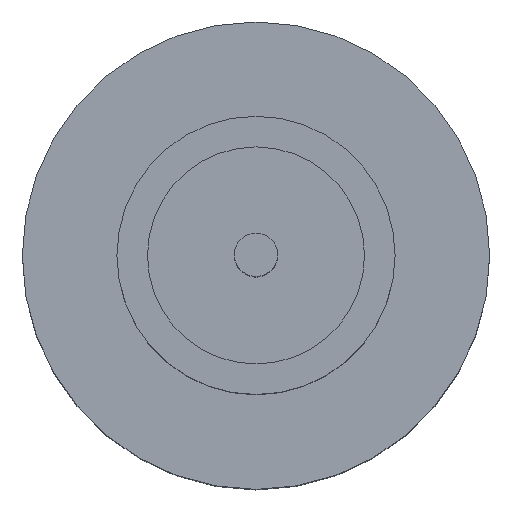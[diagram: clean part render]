
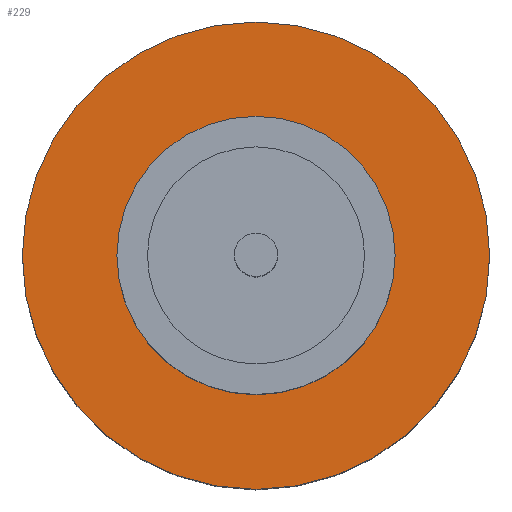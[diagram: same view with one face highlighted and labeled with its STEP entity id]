
A CAD part, top view. The second image highlights one B-rep face of the part: STEP entity #229.
In plain terms, the highlighted planar face has unit normal (0, 0, 1).
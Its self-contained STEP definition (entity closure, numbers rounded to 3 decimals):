
#18 = CIRCLE ( 'NONE', #931, 1.25 ) ;
#47 = AXIS2_PLACEMENT_3D ( 'NONE', #259, #421, #272 ) ;
#48 = DIRECTION ( 'NONE',  ( 1., 0., 0. ) ) ;
#62 = ORIENTED_EDGE ( 'NONE', *, *, #487, .T. ) ;
#95 = ORIENTED_EDGE ( 'NONE', *, *, #307, .F. ) ;
#141 = VERTEX_POINT ( 'NONE', #242 ) ;
#146 = CARTESIAN_POINT ( 'NONE',  ( -1.25, 0., 1.55 ) ) ;
#208 = VERTEX_POINT ( 'NONE', #701 ) ;
#219 = CIRCLE ( 'NONE', #426, 2.1 ) ;
#224 = ORIENTED_EDGE ( 'NONE', *, *, #876, .T. ) ;
#229 = ADVANCED_FACE ( 'NONE', ( #822, #926 ), #254, .T. ) ;
#242 = CARTESIAN_POINT ( 'NONE',  ( -2.1, 0., 1.55 ) ) ;
#250 = CARTESIAN_POINT ( 'NONE',  ( 0., 0., 1.55 ) ) ;
#254 = PLANE ( 'NONE',  #47 ) ;
#259 = CARTESIAN_POINT ( 'NONE',  ( 0., 0., 1.55 ) ) ;
#272 = DIRECTION ( 'NONE',  ( 1., 0., 0. ) ) ;
#278 = VERTEX_POINT ( 'NONE', #414 ) ;
#293 = DIRECTION ( 'NONE',  ( 1., 0., 0. ) ) ;
#307 = EDGE_CURVE ( 'NONE', #278, #784, #18, .T. ) ;
#390 = CIRCLE ( 'NONE', #504, 2.1 ) ;
#411 = DIRECTION ( 'NONE',  ( 1., 0., 0. ) ) ;
#414 = CARTESIAN_POINT ( 'NONE',  ( 1.25, 0., 1.55 ) ) ;
#421 = DIRECTION ( 'NONE',  ( 0., 0., 1. ) ) ;
#426 = AXIS2_PLACEMENT_3D ( 'NONE', #250, #547, #411 ) ;
#436 = CARTESIAN_POINT ( 'NONE',  ( 0., 0., 1.55 ) ) ;
#464 = CIRCLE ( 'NONE', #792, 1.25 ) ;
#487 = EDGE_CURVE ( 'NONE', #141, #208, #219, .T. ) ;
#504 = AXIS2_PLACEMENT_3D ( 'NONE', #704, #545, #48 ) ;
#509 = DIRECTION ( 'NONE',  ( 0., 0., 1. ) ) ;
#516 = ORIENTED_EDGE ( 'NONE', *, *, #715, .F. ) ;
#518 = DIRECTION ( 'NONE',  ( 0., 0., 1. ) ) ;
#525 = EDGE_LOOP ( 'NONE', ( #62, #224 ) ) ;
#545 = DIRECTION ( 'NONE',  ( 0., 0., 1. ) ) ;
#547 = DIRECTION ( 'NONE',  ( 0., 0., 1. ) ) ;
#550 = DIRECTION ( 'NONE',  ( 1., 0., 0. ) ) ;
#626 = EDGE_LOOP ( 'NONE', ( #95, #516 ) ) ;
#701 = CARTESIAN_POINT ( 'NONE',  ( 2.1, 0., 1.55 ) ) ;
#704 = CARTESIAN_POINT ( 'NONE',  ( 0., 0., 1.55 ) ) ;
#715 = EDGE_CURVE ( 'NONE', #784, #278, #464, .T. ) ;
#784 = VERTEX_POINT ( 'NONE', #146 ) ;
#792 = AXIS2_PLACEMENT_3D ( 'NONE', #957, #509, #293 ) ;
#822 = FACE_BOUND ( 'NONE', #626, .T. ) ;
#876 = EDGE_CURVE ( 'NONE', #208, #141, #390, .T. ) ;
#926 = FACE_OUTER_BOUND ( 'NONE', #525, .T. ) ;
#931 = AXIS2_PLACEMENT_3D ( 'NONE', #436, #518, #550 ) ;
#957 = CARTESIAN_POINT ( 'NONE',  ( 0., 0., 1.55 ) ) ;
